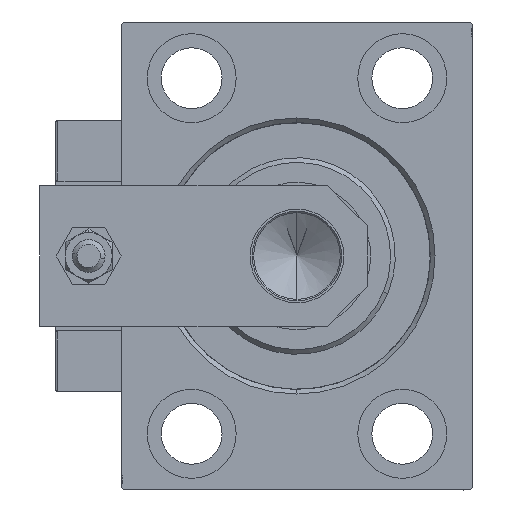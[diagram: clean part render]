
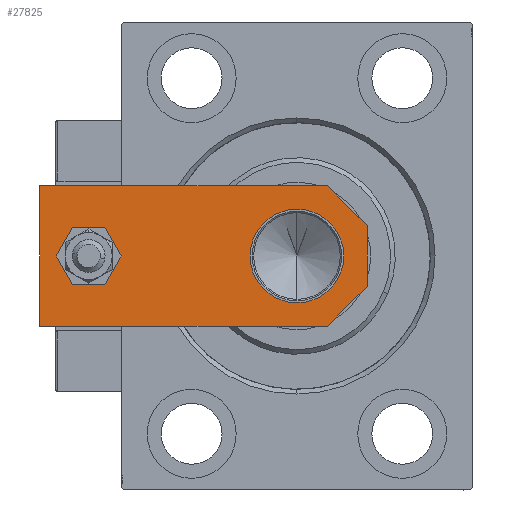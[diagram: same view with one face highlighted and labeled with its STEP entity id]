
A CAD part, left-side view. The second image highlights one B-rep face of the part: STEP entity #27825.
In plain terms, the highlighted face is planar.
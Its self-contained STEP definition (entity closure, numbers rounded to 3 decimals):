
#615 = CARTESIAN_POINT ( 'NONE',  ( 0., 0., 8. ) ) ;
#1542 = LINE ( 'NONE', #28948, #17814 ) ;
#1729 = VECTOR ( 'NONE', #7177, 1000. ) ;
#3174 = DIRECTION ( 'NONE',  ( 1., 0., 0. ) ) ;
#3291 = DIRECTION ( 'NONE',  ( 0., 0., 1. ) ) ;
#3894 = CARTESIAN_POINT ( 'NONE',  ( 6.5, 0., 8. ) ) ;
#4548 = DIRECTION ( 'NONE',  ( 0., 0., 1. ) ) ;
#4644 = VERTEX_POINT ( 'NONE', #28783 ) ;
#5042 = VERTEX_POINT ( 'NONE', #15770 ) ;
#5495 = CIRCLE ( 'NONE', #19595, 10. ) ;
#5993 = CARTESIAN_POINT ( 'NONE',  ( -4., 59.5, 8. ) ) ;
#6654 = EDGE_LOOP ( 'NONE', ( #16425, #23262 ) ) ;
#7177 = DIRECTION ( 'NONE',  ( 0., -1., 0. ) ) ;
#7879 = FACE_BOUND ( 'NONE', #6654, .T. ) ;
#7915 = EDGE_CURVE ( 'NONE', #4644, #49978, #1542, .T. ) ;
#7932 = CARTESIAN_POINT ( 'NONE',  ( 0., 15., 8. ) ) ;
#8032 = DIRECTION ( 'NONE',  ( 0.707, 0.707, 0. ) ) ;
#8238 = VECTOR ( 'NONE', #30312, 1000. ) ;
#8693 = CARTESIAN_POINT ( 'NONE',  ( 0., 59.5, 8. ) ) ;
#8931 = ORIENTED_EDGE ( 'NONE', *, *, #44444, .T. ) ;
#10536 = EDGE_CURVE ( 'NONE', #49541, #5042, #5495, .T. ) ;
#10933 = AXIS2_PLACEMENT_3D ( 'NONE', #615, #47872, #47369 ) ;
#11075 = CARTESIAN_POINT ( 'NONE',  ( 0., 59.5, 8. ) ) ;
#11762 = FACE_BOUND ( 'NONE', #16281, .T. ) ;
#13191 = CARTESIAN_POINT ( 'NONE',  ( -3.25, -3.25, 8. ) ) ;
#14121 = AXIS2_PLACEMENT_3D ( 'NONE', #8693, #36850, #28339 ) ;
#14577 = LINE ( 'NONE', #49415, #8238 ) ;
#15770 = CARTESIAN_POINT ( 'NONE',  ( 10., 15., 8. ) ) ;
#15900 = ORIENTED_EDGE ( 'NONE', *, *, #10536, .F. ) ;
#16152 = FACE_OUTER_BOUND ( 'NONE', #25147, .T. ) ;
#16281 = EDGE_LOOP ( 'NONE', ( #15900, #20050 ) ) ;
#16425 = ORIENTED_EDGE ( 'NONE', *, *, #17011, .F. ) ;
#17011 = EDGE_CURVE ( 'NONE', #36821, #40507, #49404, .T. ) ;
#17573 = DIRECTION ( 'NONE',  ( 0.707, -0.707, 0. ) ) ;
#17814 = VECTOR ( 'NONE', #44678, 1000. ) ;
#18324 = EDGE_CURVE ( 'NONE', #41053, #38267, #14577, .T. ) ;
#19083 = DIRECTION ( 'NONE',  ( 1., 0., 0. ) ) ;
#19584 = VECTOR ( 'NONE', #17573, 1000. ) ;
#19595 = AXIS2_PLACEMENT_3D ( 'NONE', #37803, #34177, #3174 ) ;
#19890 = CARTESIAN_POINT ( 'NONE',  ( -15., 70., 8. ) ) ;
#20050 = ORIENTED_EDGE ( 'NONE', *, *, #45331, .F. ) ;
#20832 = DIRECTION ( 'NONE',  ( 1., 0., 0. ) ) ;
#22583 = VECTOR ( 'NONE', #8032, 1000. ) ;
#23262 = ORIENTED_EDGE ( 'NONE', *, *, #43769, .F. ) ;
#23379 = ORIENTED_EDGE ( 'NONE', *, *, #38708, .T. ) ;
#23668 = PLANE ( 'NONE',  #10933 ) ;
#24288 = CARTESIAN_POINT ( 'NONE',  ( 15., 70., 8. ) ) ;
#25147 = EDGE_LOOP ( 'NONE', ( #8931, #23379, #42496, #46202, #49325, #49752 ) ) ;
#25834 = VECTOR ( 'NONE', #30263, 1000. ) ;
#25903 = EDGE_CURVE ( 'NONE', #38267, #37200, #45484, .T. ) ;
#26825 = LINE ( 'NONE', #42565, #1729 ) ;
#27825 = ADVANCED_FACE ( 'NONE', ( #7879, #16152, #11762 ), #23668, .T. ) ;
#28339 = DIRECTION ( 'NONE',  ( 1., 0., 0. ) ) ;
#28783 = CARTESIAN_POINT ( 'NONE',  ( -6.5, 0., 8. ) ) ;
#28948 = CARTESIAN_POINT ( 'NONE',  ( -15., 0., 8. ) ) ;
#29511 = CARTESIAN_POINT ( 'NONE',  ( 15., 70., 8. ) ) ;
#29775 = CIRCLE ( 'NONE', #14121, 4. ) ;
#30263 = DIRECTION ( 'NONE',  ( -1., 0., 0. ) ) ;
#30312 = DIRECTION ( 'NONE',  ( 0., 1., 0. ) ) ;
#30513 = EDGE_CURVE ( 'NONE', #49978, #41053, #31538, .T. ) ;
#31538 = LINE ( 'NONE', #43407, #22583 ) ;
#32889 = CARTESIAN_POINT ( 'NONE',  ( -10., 15., 8. ) ) ;
#34177 = DIRECTION ( 'NONE',  ( 0., 0., 1. ) ) ;
#36455 = AXIS2_PLACEMENT_3D ( 'NONE', #7932, #4548, #20832 ) ;
#36821 = VERTEX_POINT ( 'NONE', #5993 ) ;
#36850 = DIRECTION ( 'NONE',  ( 0., 0., 1. ) ) ;
#37200 = VERTEX_POINT ( 'NONE', #19890 ) ;
#37326 = CARTESIAN_POINT ( 'NONE',  ( 4., 59.5, 8. ) ) ;
#37604 = CARTESIAN_POINT ( 'NONE',  ( -15., 8.5, 8. ) ) ;
#37803 = CARTESIAN_POINT ( 'NONE',  ( 0., 15., 8. ) ) ;
#38267 = VERTEX_POINT ( 'NONE', #24288 ) ;
#38708 = EDGE_CURVE ( 'NONE', #46261, #4644, #48538, .T. ) ;
#40507 = VERTEX_POINT ( 'NONE', #37326 ) ;
#40999 = CARTESIAN_POINT ( 'NONE',  ( 15., 8.5, 8. ) ) ;
#41053 = VERTEX_POINT ( 'NONE', #40999 ) ;
#42496 = ORIENTED_EDGE ( 'NONE', *, *, #7915, .T. ) ;
#42565 = CARTESIAN_POINT ( 'NONE',  ( -15., 70., 8. ) ) ;
#43407 = CARTESIAN_POINT ( 'NONE',  ( 3.25, -3.25, 8. ) ) ;
#43769 = EDGE_CURVE ( 'NONE', #40507, #36821, #29775, .T. ) ;
#44444 = EDGE_CURVE ( 'NONE', #37200, #46261, #26825, .T. ) ;
#44678 = DIRECTION ( 'NONE',  ( 1., 0., 0. ) ) ;
#45331 = EDGE_CURVE ( 'NONE', #5042, #49541, #49600, .T. ) ;
#45484 = LINE ( 'NONE', #29511, #25834 ) ;
#46202 = ORIENTED_EDGE ( 'NONE', *, *, #30513, .T. ) ;
#46261 = VERTEX_POINT ( 'NONE', #37604 ) ;
#46950 = AXIS2_PLACEMENT_3D ( 'NONE', #11075, #3291, #19083 ) ;
#47369 = DIRECTION ( 'NONE',  ( 1., 0., 0. ) ) ;
#47872 = DIRECTION ( 'NONE',  ( 0., 0., 1. ) ) ;
#48538 = LINE ( 'NONE', #13191, #19584 ) ;
#49325 = ORIENTED_EDGE ( 'NONE', *, *, #18324, .T. ) ;
#49404 = CIRCLE ( 'NONE', #46950, 4. ) ;
#49415 = CARTESIAN_POINT ( 'NONE',  ( 15., 0., 8. ) ) ;
#49541 = VERTEX_POINT ( 'NONE', #32889 ) ;
#49600 = CIRCLE ( 'NONE', #36455, 10. ) ;
#49752 = ORIENTED_EDGE ( 'NONE', *, *, #25903, .T. ) ;
#49978 = VERTEX_POINT ( 'NONE', #3894 ) ;
